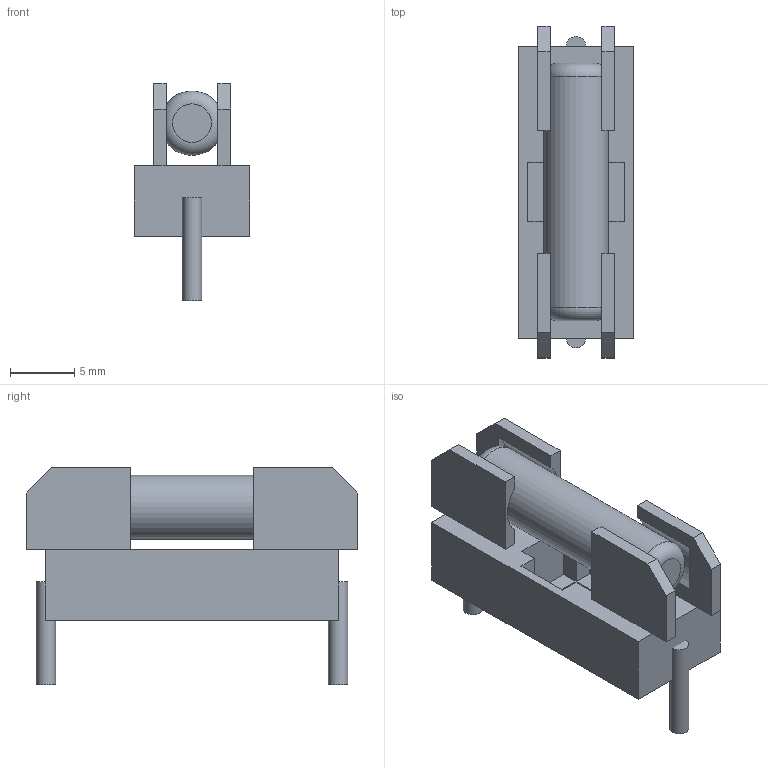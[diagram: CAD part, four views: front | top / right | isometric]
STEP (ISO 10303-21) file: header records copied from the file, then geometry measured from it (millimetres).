
FILE_DESCRIPTION(('FreeCAD Model'),'2;1');
FILE_NAME('LITTELFUSE_FuseBlock_646_v3.step','2019-11-19T14:51:44',( 'kicad StepUp'),('ksu MCAD'),'Open CASCADE STEP processor 7.2', 'FreeCAD','Unknown');
FILE_SCHEMA(('AUTOMOTIVE_DESIGN { 1 0 10303 214 1 1 1 1 }'));
Length unit declared in the file: millimetre
Products named in the file (5): pin_001; pin_002; Chamfer_Holder; Fillet_Fuse; Cut002_Base
Bounding box: 9 x 25.8 x 16.9 mm (x, y, z)
Volume: 1461.6 mm3; surface area: 1824 mm2
Topology: 8 solids, 8 shells, 71 faces, 320 edges, 770 vertices
Faces by surface type: plane 61, cylinder 8, torus 2
Full cylindrical faces by diameter (mm): 1.5 x2, 4 x1, 5 x1
Entity records: 4207 total; most frequent: CARTESIAN_POINT 1162, DIRECTION 500, ORIENTED_EDGE 304, LINE 284, VECTOR 284, GEOMETRIC_CURVE_SET 169, TRIMMED_CURVE 168, EDGE_CURVE 152
